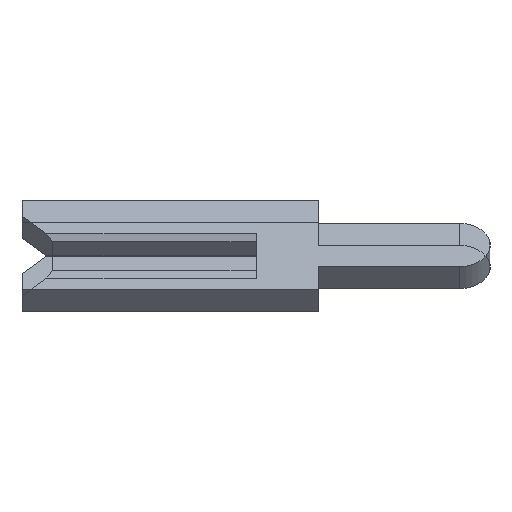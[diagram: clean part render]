
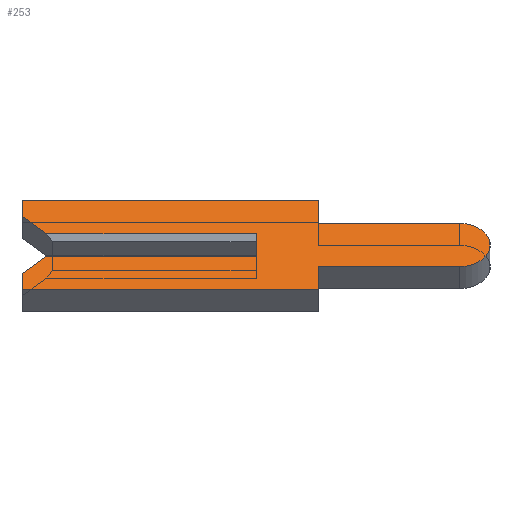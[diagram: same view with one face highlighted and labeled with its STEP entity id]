
A CAD part, left-side view. The second image highlights one B-rep face of the part: STEP entity #253.
In plain terms, the highlighted face is planar.
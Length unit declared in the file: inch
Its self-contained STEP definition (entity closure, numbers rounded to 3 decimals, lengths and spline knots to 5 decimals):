
#26 = VECTOR ( 'NONE', #3281, 39.37008 ) ;
#30 = DIRECTION ( 'NONE',  ( 0., -1., 0. ) ) ;
#128 = DIRECTION ( 'NONE',  ( 0., 0., -1. ) ) ;
#189 = LINE ( 'NONE', #4204, #26 ) ;
#224 = VERTEX_POINT ( 'NONE', #1762 ) ;
#247 = LINE ( 'NONE', #356, #2978 ) ;
#253 = ADVANCED_FACE ( 'NONE', ( #1157 ), #394, .F. ) ;
#304 = EDGE_CURVE ( 'NONE', #2144, #4208, #1374, .T. ) ;
#324 = CARTESIAN_POINT ( 'NONE',  ( -0.01, -0.1305, 0. ) ) ;
#328 = DIRECTION ( 'NONE',  ( 0., 0.707, 0.707 ) ) ;
#339 = CARTESIAN_POINT ( 'NONE',  ( -0.01, 0.134, -0.01 ) ) ;
#356 = CARTESIAN_POINT ( 'NONE',  ( -0.01, 0.1305, 0.0065 ) ) ;
#371 = DIRECTION ( 'NONE',  ( 0., 0., -1. ) ) ;
#385 = ORIENTED_EDGE ( 'NONE', *, *, #2984, .F. ) ;
#393 = VECTOR ( 'NONE', #3719, 39.37008 ) ;
#394 = PLANE ( 'NONE',  #2357 ) ;
#398 = CARTESIAN_POINT ( 'NONE',  ( -0.01, 0.15, -0.04 ) ) ;
#535 = LINE ( 'NONE', #1170, #3417 ) ;
#789 = VERTEX_POINT ( 'NONE', #4161 ) ;
#845 = DIRECTION ( 'NONE',  ( 0., 0., 1. ) ) ;
#859 = CARTESIAN_POINT ( 'NONE',  ( -0.01, 0.15, 0.026 ) ) ;
#884 = CARTESIAN_POINT ( 'NONE',  ( -0.01, 0.15, -0.04 ) ) ;
#980 = CARTESIAN_POINT ( 'NONE',  ( -0.01, 0., 0.0065 ) ) ;
#1058 = ORIENTED_EDGE ( 'NONE', *, *, #2136, .F. ) ;
#1059 = LINE ( 'NONE', #4243, #3895 ) ;
#1063 = ORIENTED_EDGE ( 'NONE', *, *, #3872, .F. ) ;
#1115 = VERTEX_POINT ( 'NONE', #2529 ) ;
#1116 = VECTOR ( 'NONE', #3703, 39.37008 ) ;
#1142 = EDGE_CURVE ( 'NONE', #1115, #224, #535, .T. ) ;
#1157 = FACE_OUTER_BOUND ( 'NONE', #2620, .T. ) ;
#1170 = CARTESIAN_POINT ( 'NONE',  ( -0.01, -0.04, -0.04 ) ) ;
#1177 = VECTOR ( 'NONE', #3960, 39.37008 ) ;
#1233 = DIRECTION ( 'NONE',  ( 0., -1., 0. ) ) ;
#1276 = VERTEX_POINT ( 'NONE', #1448 ) ;
#1287 = CIRCLE ( 'NONE', #4117, 0.0195 ) ;
#1315 = EDGE_CURVE ( 'NONE', #2993, #1851, #3686, .T. ) ;
#1374 = LINE ( 'NONE', #2799, #4250 ) ;
#1379 = ORIENTED_EDGE ( 'NONE', *, *, #2591, .F. ) ;
#1429 = CARTESIAN_POINT ( 'NONE',  ( -0.01, -0.04, 0.0195 ) ) ;
#1430 = VECTOR ( 'NONE', #845, 39.37008 ) ;
#1448 = CARTESIAN_POINT ( 'NONE',  ( -0.01, 0.15, -0.026 ) ) ;
#1484 = LINE ( 'NONE', #2022, #2009 ) ;
#1562 = VERTEX_POINT ( 'NONE', #2600 ) ;
#1650 = EDGE_CURVE ( 'NONE', #224, #3666, #2701, .T. ) ;
#1762 = CARTESIAN_POINT ( 'NONE',  ( -0.01, -0.04, -0.04 ) ) ;
#1847 = LINE ( 'NONE', #3978, #3539 ) ;
#1851 = VERTEX_POINT ( 'NONE', #2233 ) ;
#1892 = VECTOR ( 'NONE', #1233, 39.37008 ) ;
#1900 = EDGE_CURVE ( 'NONE', #2916, #2006, #2221, .T. ) ;
#1962 = EDGE_CURVE ( 'NONE', #1276, #2592, #1059, .T. ) ;
#1981 = CARTESIAN_POINT ( 'NONE',  ( -0.01, 0.134, 0.01 ) ) ;
#2006 = VERTEX_POINT ( 'NONE', #2873 ) ;
#2009 = VECTOR ( 'NONE', #371, 39.37008 ) ;
#2015 = CARTESIAN_POINT ( 'NONE',  ( -0.01, 0.15, 0.026 ) ) ;
#2022 = CARTESIAN_POINT ( 'NONE',  ( -0.01, -0.04, 0.04 ) ) ;
#2074 = LINE ( 'NONE', #980, #1177 ) ;
#2136 = EDGE_CURVE ( 'NONE', #2592, #1562, #189, .T. ) ;
#2144 = VERTEX_POINT ( 'NONE', #1429 ) ;
#2174 = ORIENTED_EDGE ( 'NONE', *, *, #1650, .F. ) ;
#2221 = LINE ( 'NONE', #859, #1430 ) ;
#2233 = CARTESIAN_POINT ( 'NONE',  ( -0.01, 0., 0.01 ) ) ;
#2246 = CARTESIAN_POINT ( 'NONE',  ( -0.01, 0.15, 0.01 ) ) ;
#2357 = AXIS2_PLACEMENT_3D ( 'NONE', #2450, #3068, #3392 ) ;
#2377 = CARTESIAN_POINT ( 'NONE',  ( -0.01, -0.04, 0.04 ) ) ;
#2450 = CARTESIAN_POINT ( 'NONE',  ( -0.01, -0.1305, 0. ) ) ;
#2529 = CARTESIAN_POINT ( 'NONE',  ( -0.01, -0.04, -0.0195 ) ) ;
#2591 = EDGE_CURVE ( 'NONE', #2993, #2916, #247, .T. ) ;
#2592 = VERTEX_POINT ( 'NONE', #339 ) ;
#2600 = CARTESIAN_POINT ( 'NONE',  ( -0.01, 0., -0.01 ) ) ;
#2620 = EDGE_LOOP ( 'NONE', ( #3721, #385, #1058, #3328, #4159, #2174, #4086, #1063, #3026, #3778, #3999, #3487, #3904, #1379 ) ) ;
#2657 = DIRECTION ( 'NONE',  ( 0., 0., -1. ) ) ;
#2701 = LINE ( 'NONE', #884, #2754 ) ;
#2733 = CARTESIAN_POINT ( 'NONE',  ( -0.01, -0.04, -0.0195 ) ) ;
#2747 = CARTESIAN_POINT ( 'NONE',  ( -0.01, -0.1305, 0.0195 ) ) ;
#2748 = LINE ( 'NONE', #3649, #393 ) ;
#2754 = VECTOR ( 'NONE', #3237, 39.37008 ) ;
#2799 = CARTESIAN_POINT ( 'NONE',  ( -0.01, -0.04, 0.0195 ) ) ;
#2873 = CARTESIAN_POINT ( 'NONE',  ( -0.01, 0.15, 0.04 ) ) ;
#2886 = DIRECTION ( 'NONE',  ( 0., -0.707, 0.707 ) ) ;
#2916 = VERTEX_POINT ( 'NONE', #2015 ) ;
#2971 = VERTEX_POINT ( 'NONE', #2377 ) ;
#2978 = VECTOR ( 'NONE', #328, 39.37008 ) ;
#2984 = EDGE_CURVE ( 'NONE', #1562, #1851, #2074, .T. ) ;
#2993 = VERTEX_POINT ( 'NONE', #1981 ) ;
#3026 = ORIENTED_EDGE ( 'NONE', *, *, #3275, .F. ) ;
#3030 = DIRECTION ( 'NONE',  ( 1., 0., 0. ) ) ;
#3042 = DIRECTION ( 'NONE',  ( 0., -1., 0. ) ) ;
#3068 = DIRECTION ( 'NONE',  ( 1., 0., 0. ) ) ;
#3208 = EDGE_CURVE ( 'NONE', #2006, #2971, #1847, .T. ) ;
#3237 = DIRECTION ( 'NONE',  ( 0., 1., 0. ) ) ;
#3275 = EDGE_CURVE ( 'NONE', #4208, #789, #1287, .T. ) ;
#3281 = DIRECTION ( 'NONE',  ( 0., -1., 0. ) ) ;
#3328 = ORIENTED_EDGE ( 'NONE', *, *, #1962, .F. ) ;
#3392 = DIRECTION ( 'NONE',  ( 0., 0., -1. ) ) ;
#3417 = VECTOR ( 'NONE', #128, 39.37008 ) ;
#3487 = ORIENTED_EDGE ( 'NONE', *, *, #3208, .F. ) ;
#3539 = VECTOR ( 'NONE', #3042, 39.37008 ) ;
#3550 = EDGE_CURVE ( 'NONE', #3666, #1276, #2748, .T. ) ;
#3649 = CARTESIAN_POINT ( 'NONE',  ( -0.01, 0.15, -0.026 ) ) ;
#3666 = VERTEX_POINT ( 'NONE', #398 ) ;
#3686 = LINE ( 'NONE', #2246, #1892 ) ;
#3703 = DIRECTION ( 'NONE',  ( 0., 1., 0. ) ) ;
#3712 = EDGE_CURVE ( 'NONE', #2971, #2144, #1484, .T. ) ;
#3719 = DIRECTION ( 'NONE',  ( 0., 0., 1. ) ) ;
#3721 = ORIENTED_EDGE ( 'NONE', *, *, #1315, .T. ) ;
#3778 = ORIENTED_EDGE ( 'NONE', *, *, #304, .F. ) ;
#3872 = EDGE_CURVE ( 'NONE', #789, #1115, #3949, .T. ) ;
#3895 = VECTOR ( 'NONE', #2886, 39.37008 ) ;
#3904 = ORIENTED_EDGE ( 'NONE', *, *, #1900, .F. ) ;
#3949 = LINE ( 'NONE', #2733, #1116 ) ;
#3960 = DIRECTION ( 'NONE',  ( 0., 0., 1. ) ) ;
#3978 = CARTESIAN_POINT ( 'NONE',  ( -0.01, 0.15, 0.04 ) ) ;
#3999 = ORIENTED_EDGE ( 'NONE', *, *, #3712, .F. ) ;
#4086 = ORIENTED_EDGE ( 'NONE', *, *, #1142, .F. ) ;
#4117 = AXIS2_PLACEMENT_3D ( 'NONE', #324, #3030, #2657 ) ;
#4159 = ORIENTED_EDGE ( 'NONE', *, *, #3550, .F. ) ;
#4161 = CARTESIAN_POINT ( 'NONE',  ( -0.01, -0.1305, -0.0195 ) ) ;
#4204 = CARTESIAN_POINT ( 'NONE',  ( -0.01, -0.1305, -0.01 ) ) ;
#4208 = VERTEX_POINT ( 'NONE', #2747 ) ;
#4243 = CARTESIAN_POINT ( 'NONE',  ( -0.01, 0.1305, -0.0065 ) ) ;
#4250 = VECTOR ( 'NONE', #30, 39.37008 ) ;
